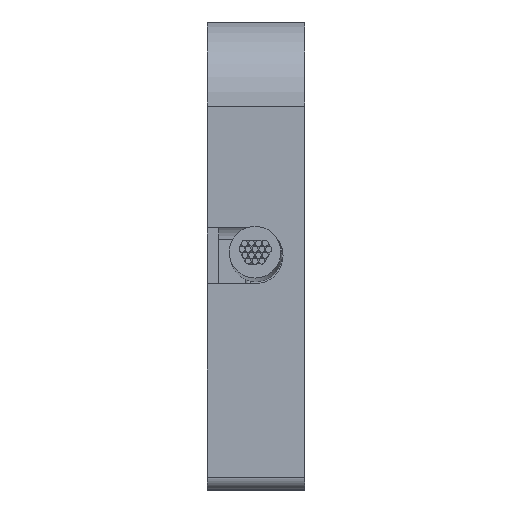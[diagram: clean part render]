
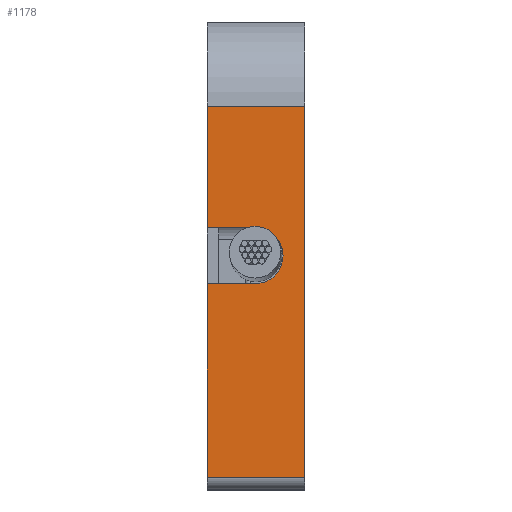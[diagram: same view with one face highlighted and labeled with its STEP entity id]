
A CAD part, top view. The second image highlights one B-rep face of the part: STEP entity #1178.
In plain terms, the highlighted face is planar.
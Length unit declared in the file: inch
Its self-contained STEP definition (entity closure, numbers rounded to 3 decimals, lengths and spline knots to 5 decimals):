
#24=DIRECTION('',(0.,1.,0.));
#25=VECTOR('',#24,0.625);
#26=CARTESIAN_POINT('',(-0.0825,-0.3735,-0.3935));
#27=LINE('',#26,#25);
#65=DIRECTION('',(-1.,0.,0.));
#66=VECTOR('',#65,0.081);
#67=CARTESIAN_POINT('',(0.0825,0.0465,-0.3935));
#68=LINE('',#67,#66);
#69=DIRECTION('',(-1.,0.,0.));
#70=VECTOR('',#69,0.165);
#71=CARTESIAN_POINT('',(0.0825,0.2515,-0.3935));
#72=LINE('',#71,#70);
#73=DIRECTION('',(-1.,0.,0.));
#74=VECTOR('',#73,0.165);
#75=CARTESIAN_POINT('',(0.0825,-0.3735,-0.3935));
#76=LINE('',#75,#74);
#77=DIRECTION('',(-1.,0.,0.));
#78=VECTOR('',#77,0.081);
#79=CARTESIAN_POINT('',(0.0825,-0.0475,-0.3935));
#80=LINE('',#79,#78);
#81=CARTESIAN_POINT('',(0.0015,-0.0005,-0.3935));
#82=DIRECTION('',(0.,0.,-1.));
#83=DIRECTION('',(0.,-1.,0.));
#84=AXIS2_PLACEMENT_3D('',#81,#82,#83);
#134=DIRECTION('',(0.,1.,0.));
#135=VECTOR('',#134,0.326);
#136=CARTESIAN_POINT('',(0.0825,-0.3735,-0.3935));
#137=LINE('',#136,#135);
#170=DIRECTION('',(0.,1.,0.));
#171=VECTOR('',#170,0.205);
#172=CARTESIAN_POINT('',(0.0825,0.0465,-0.3935));
#173=LINE('',#172,#171);
#880=CARTESIAN_POINT('',(-0.0825,0.2515,-0.3935));
#882=VERTEX_POINT('',#880);
#883=CARTESIAN_POINT('',(0.0825,0.2515,-0.3935));
#884=VERTEX_POINT('',#883);
#895=CARTESIAN_POINT('',(-0.0825,-0.3735,-0.3935));
#897=VERTEX_POINT('',#895);
#901=CARTESIAN_POINT('',(0.0825,-0.3735,-0.3935));
#902=VERTEX_POINT('',#901);
#1059=CARTESIAN_POINT('',(0.0825,0.0465,-0.3935));
#1061=VERTEX_POINT('',#1059);
#1063=CARTESIAN_POINT('',(0.0825,-0.0475,-0.3935));
#1065=VERTEX_POINT('',#1063);
#1066=CARTESIAN_POINT('',(0.0015,0.0465,-0.3935));
#1067=VERTEX_POINT('',#1066);
#1068=CARTESIAN_POINT('',(0.0015,-0.0475,-0.3935));
#1069=VERTEX_POINT('',#1068);
#1157=CARTESIAN_POINT('',(-0.0825,-0.3935,-0.3935));
#1158=DIRECTION('',(0.,0.,-1.));
#1159=DIRECTION('',(0.,1.,0.));
#1160=AXIS2_PLACEMENT_3D('',#1157,#1158,#1159);
#1161=PLANE('',#1160);
#1163=ORIENTED_EDGE('',*,*,#1162,.F.);
#1165=ORIENTED_EDGE('',*,*,#1164,.T.);
#1166=ORIENTED_EDGE('',*,*,#1149,.T.);
#1167=ORIENTED_EDGE('',*,*,#1093,.F.);
#1169=ORIENTED_EDGE('',*,*,#1168,.F.);
#1171=ORIENTED_EDGE('',*,*,#1170,.T.);
#1173=ORIENTED_EDGE('',*,*,#1172,.T.);
#1175=ORIENTED_EDGE('',*,*,#1174,.T.);
#1176=EDGE_LOOP('',(#1163,#1165,#1166,#1167,#1169,#1171,#1173,#1175));
#1177=FACE_OUTER_BOUND('',#1176,.F.);
#1178=ADVANCED_FACE('',(#1177),#1161,.T.);
#85=CIRCLE('',#84,0.047);
#1093=EDGE_CURVE('',#897,#882,#27,.T.);
#1149=EDGE_CURVE('',#884,#882,#72,.T.);
#1162=EDGE_CURVE('',#1061,#1067,#68,.T.);
#1164=EDGE_CURVE('',#1061,#884,#173,.T.);
#1168=EDGE_CURVE('',#902,#897,#76,.T.);
#1170=EDGE_CURVE('',#902,#1065,#137,.T.);
#1172=EDGE_CURVE('',#1065,#1069,#80,.T.);
#1174=EDGE_CURVE('',#1069,#1067,#85,.T.);
